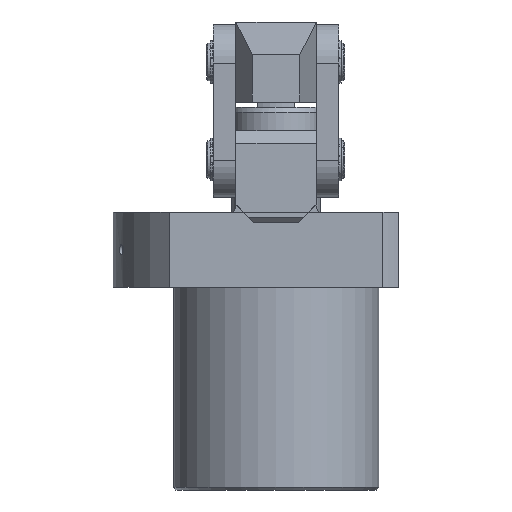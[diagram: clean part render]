
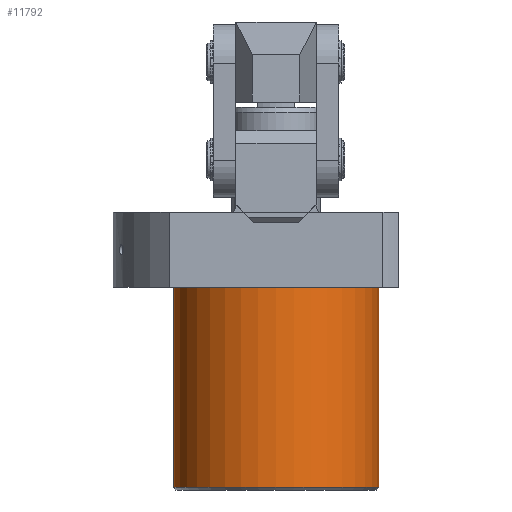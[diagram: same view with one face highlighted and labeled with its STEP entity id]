
A CAD part, front view. The second image highlights one B-rep face of the part: STEP entity #11792.
In plain terms, the highlighted cylindrical face has radius 41 mm (diameter 82 mm), a partial arc.
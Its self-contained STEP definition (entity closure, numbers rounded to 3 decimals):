
#536 = CIRCLE ( 'NONE', #3774, 41. ) ;
#627 = CARTESIAN_POINT ( 'NONE',  ( 41., 0., 1. ) ) ;
#889 = DIRECTION ( 'NONE',  ( 0., 0., -1. ) ) ;
#1449 = EDGE_CURVE ( 'NONE', #10779, #5718, #536, .T. ) ;
#1692 = EDGE_LOOP ( 'NONE', ( #6870, #10562, #8102, #9667 ) ) ;
#1898 = DIRECTION ( 'NONE',  ( -1., 0., 0. ) ) ;
#2187 = LINE ( 'NONE', #4072, #2358 ) ;
#2358 = VECTOR ( 'NONE', #10447, 1000. ) ;
#2884 = CARTESIAN_POINT ( 'NONE',  ( 0., 0., 81. ) ) ;
#3229 = CARTESIAN_POINT ( 'NONE',  ( 41., 0., 81. ) ) ;
#3774 = AXIS2_PLACEMENT_3D ( 'NONE', #4595, #4114, #5949 ) ;
#4072 = CARTESIAN_POINT ( 'NONE',  ( 41., 0., 81. ) ) ;
#4114 = DIRECTION ( 'NONE',  ( 0., 0., 1. ) ) ;
#4595 = CARTESIAN_POINT ( 'NONE',  ( 0., 0., 81. ) ) ;
#5029 = CARTESIAN_POINT ( 'NONE',  ( -41., 0., 81. ) ) ;
#5718 = VERTEX_POINT ( 'NONE', #3229 ) ;
#5949 = DIRECTION ( 'NONE',  ( -1., 0., 0. ) ) ;
#6021 = FACE_OUTER_BOUND ( 'NONE', #1692, .T. ) ;
#6343 = CYLINDRICAL_SURFACE ( 'NONE', #9497, 41. ) ;
#6622 = EDGE_CURVE ( 'NONE', #9701, #10103, #6912, .T. ) ;
#6870 = ORIENTED_EDGE ( 'NONE', *, *, #10046, .F. ) ;
#6912 = CIRCLE ( 'NONE', #8989, 41. ) ;
#8102 = ORIENTED_EDGE ( 'NONE', *, *, #8621, .T. ) ;
#8157 = DIRECTION ( 'NONE',  ( 1., 0., 0. ) ) ;
#8164 = CARTESIAN_POINT ( 'NONE',  ( -41., 0., 81. ) ) ;
#8174 = DIRECTION ( 'NONE',  ( 0., 0., 1. ) ) ;
#8185 = CARTESIAN_POINT ( 'NONE',  ( 0., 0., 1. ) ) ;
#8621 = EDGE_CURVE ( 'NONE', #10779, #9701, #8911, .T. ) ;
#8683 = DIRECTION ( 'NONE',  ( 0., 0., -1. ) ) ;
#8911 = LINE ( 'NONE', #5029, #8978 ) ;
#8978 = VECTOR ( 'NONE', #8683, 1000. ) ;
#8989 = AXIS2_PLACEMENT_3D ( 'NONE', #8185, #8174, #8157 ) ;
#9216 = CARTESIAN_POINT ( 'NONE',  ( -41., 0., 1. ) ) ;
#9497 = AXIS2_PLACEMENT_3D ( 'NONE', #2884, #889, #1898 ) ;
#9667 = ORIENTED_EDGE ( 'NONE', *, *, #6622, .T. ) ;
#9701 = VERTEX_POINT ( 'NONE', #9216 ) ;
#10046 = EDGE_CURVE ( 'NONE', #5718, #10103, #2187, .T. ) ;
#10103 = VERTEX_POINT ( 'NONE', #627 ) ;
#10447 = DIRECTION ( 'NONE',  ( 0., 0., -1. ) ) ;
#10562 = ORIENTED_EDGE ( 'NONE', *, *, #1449, .F. ) ;
#10779 = VERTEX_POINT ( 'NONE', #8164 ) ;
#11792 = ADVANCED_FACE ( 'NONE', ( #6021 ), #6343, .T. ) ;
